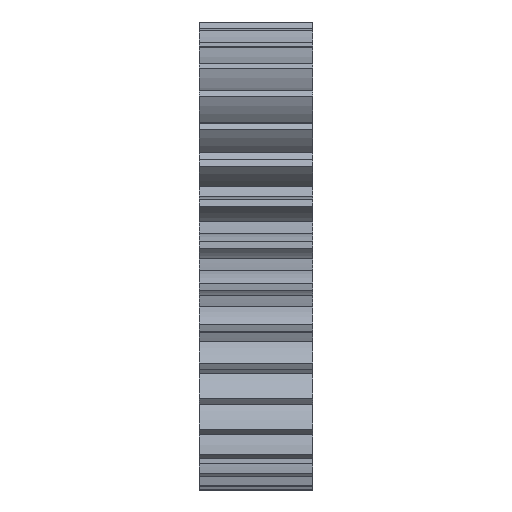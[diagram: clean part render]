
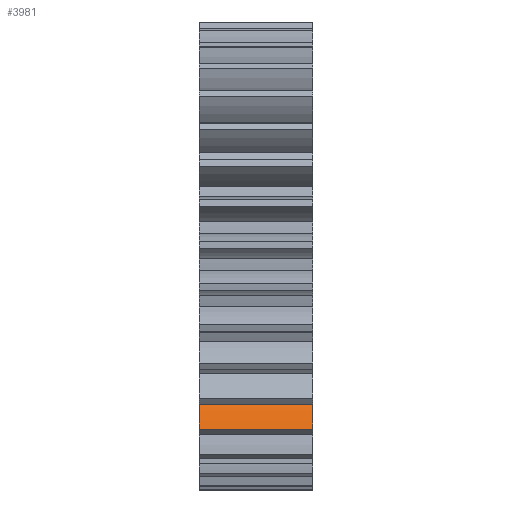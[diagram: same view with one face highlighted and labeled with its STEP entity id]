
A CAD part, top view. The second image highlights one B-rep face of the part: STEP entity #3981.
In plain terms, the highlighted cylindrical face has radius 7.408 mm (diameter 14.817 mm), a partial arc.
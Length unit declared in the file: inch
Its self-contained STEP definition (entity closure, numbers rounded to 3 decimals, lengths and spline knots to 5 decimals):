
#56 = DIRECTION ( 'NONE',  ( -1., 0., 0. ) ) ;
#243 = CARTESIAN_POINT ( 'NONE',  ( 0., -0.48165, 0.47599 ) ) ;
#251 = CIRCLE ( 'NONE', #2601, 0.29167 ) ;
#392 = EDGE_CURVE ( 'NONE', #1416, #3297, #4196, .T. ) ;
#521 = VECTOR ( 'NONE', #2037, 39.37008 ) ;
#617 = DIRECTION ( 'NONE',  ( -1., 0., 0. ) ) ;
#872 = CARTESIAN_POINT ( 'NONE',  ( 0.375, -0.48165, 0.47599 ) ) ;
#897 = ORIENTED_EDGE ( 'NONE', *, *, #392, .T. ) ;
#931 = AXIS2_PLACEMENT_3D ( 'NONE', #1318, #2919, #4227 ) ;
#1117 = ORIENTED_EDGE ( 'NONE', *, *, #4836, .T. ) ;
#1162 = VERTEX_POINT ( 'NONE', #2754 ) ;
#1318 = CARTESIAN_POINT ( 'NONE',  ( 0.375, -0.64409, 0.23374 ) ) ;
#1416 = VERTEX_POINT ( 'NONE', #872 ) ;
#1866 = CARTESIAN_POINT ( 'NONE',  ( 0.375, -0.48165, 0.47599 ) ) ;
#1880 = EDGE_CURVE ( 'NONE', #3297, #1162, #251, .T. ) ;
#2014 = CARTESIAN_POINT ( 'NONE',  ( 0.1875, -0.57227, 0.51643 ) ) ;
#2037 = DIRECTION ( 'NONE',  ( 1., 0., 0. ) ) ;
#2177 = FACE_OUTER_BOUND ( 'NONE', #2923, .T. ) ;
#2430 = LINE ( 'NONE', #2014, #521 ) ;
#2601 = AXIS2_PLACEMENT_3D ( 'NONE', #4107, #4545, #4921 ) ;
#2711 = CIRCLE ( 'NONE', #3555, 0.29167 ) ;
#2754 = CARTESIAN_POINT ( 'NONE',  ( 0., -0.57227, 0.51643 ) ) ;
#2762 = CARTESIAN_POINT ( 'NONE',  ( 0.375, -0.64409, 0.23374 ) ) ;
#2919 = DIRECTION ( 'NONE',  ( -1., 0., 0. ) ) ;
#2923 = EDGE_LOOP ( 'NONE', ( #4543, #1117, #897, #5146 ) ) ;
#3297 = VERTEX_POINT ( 'NONE', #243 ) ;
#3555 = AXIS2_PLACEMENT_3D ( 'NONE', #2762, #56, #4029 ) ;
#3873 = VECTOR ( 'NONE', #617, 39.37008 ) ;
#3981 = ADVANCED_FACE ( 'NONE', ( #2177 ), #4838, .T. ) ;
#4029 = DIRECTION ( 'NONE',  ( 0., 0.723, 0.691 ) ) ;
#4040 = VERTEX_POINT ( 'NONE', #4648 ) ;
#4107 = CARTESIAN_POINT ( 'NONE',  ( 0., -0.64409, 0.23374 ) ) ;
#4196 = LINE ( 'NONE', #1866, #3873 ) ;
#4227 = DIRECTION ( 'NONE',  ( 0., 0., 1. ) ) ;
#4543 = ORIENTED_EDGE ( 'NONE', *, *, #4890, .T. ) ;
#4545 = DIRECTION ( 'NONE',  ( 1., 0., 0. ) ) ;
#4648 = CARTESIAN_POINT ( 'NONE',  ( 0.375, -0.57227, 0.51643 ) ) ;
#4836 = EDGE_CURVE ( 'NONE', #4040, #1416, #2711, .T. ) ;
#4838 = CYLINDRICAL_SURFACE ( 'NONE', #931, 0.29167 ) ;
#4890 = EDGE_CURVE ( 'NONE', #1162, #4040, #2430, .T. ) ;
#4921 = DIRECTION ( 'NONE',  ( 0., 0., -1. ) ) ;
#5146 = ORIENTED_EDGE ( 'NONE', *, *, #1880, .T. ) ;
